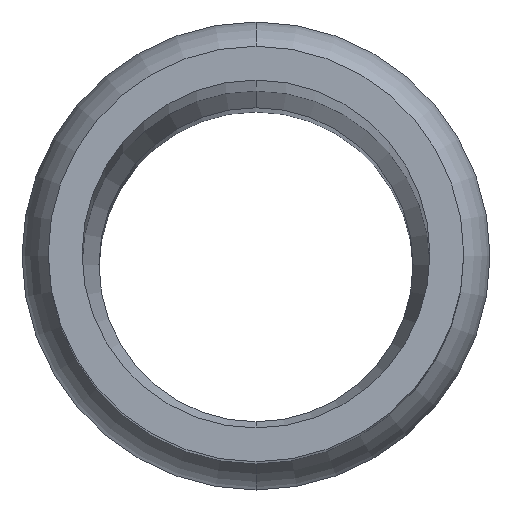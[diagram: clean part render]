
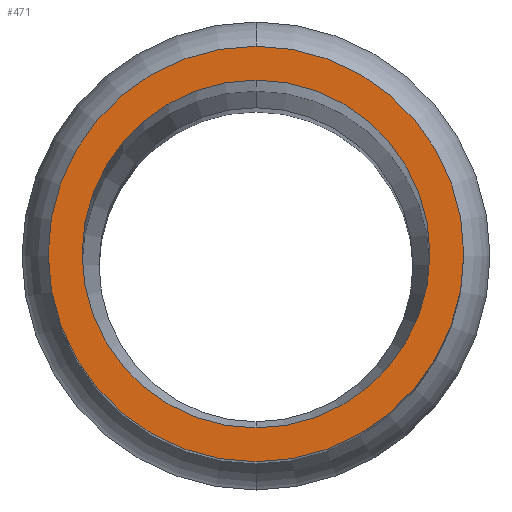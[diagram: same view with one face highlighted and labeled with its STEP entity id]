
A CAD part, top view. The second image highlights one B-rep face of the part: STEP entity #471.
In plain terms, the highlighted planar face has unit normal (0, 0, 1).
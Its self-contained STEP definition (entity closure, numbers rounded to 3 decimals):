
#17=CARTESIAN_POINT('',(0.,0.,0.));
#18=DIRECTION('',(0.,0.,1.));
#19=DIRECTION('',(0.,1.,0.));
#20=AXIS2_PLACEMENT_3D('',#17,#18,#19);
#26=CARTESIAN_POINT('',(0.,0.,0.));
#27=DIRECTION('',(0.,0.,-1.));
#28=DIRECTION('',(0.,1.,0.));
#29=AXIS2_PLACEMENT_3D('',#26,#27,#28);
#340=CARTESIAN_POINT('',(0.,0.,0.));
#341=DIRECTION('',(0.,0.,1.));
#342=DIRECTION('',(0.,1.,0.));
#343=AXIS2_PLACEMENT_3D('',#340,#341,#342);
#355=CARTESIAN_POINT('',(0.,0.,0.));
#356=DIRECTION('',(0.,0.,-1.));
#357=DIRECTION('',(0.,1.,0.));
#358=AXIS2_PLACEMENT_3D('',#355,#356,#357);
#412=CARTESIAN_POINT('',(0.,0.43,0.));
#413=VERTEX_POINT('',#412);
#424=CARTESIAN_POINT('',(0.,-0.43,0.));
#425=VERTEX_POINT('',#424);
#438=CARTESIAN_POINT('',(0.,0.36,0.));
#440=VERTEX_POINT('',#438);
#446=CARTESIAN_POINT('',(0.,-0.36,0.));
#448=VERTEX_POINT('',#446);
#454=CARTESIAN_POINT('',(0.,0.,0.));
#455=DIRECTION('',(0.,0.,1.));
#456=DIRECTION('',(0.,1.,0.));
#457=AXIS2_PLACEMENT_3D('',#454,#455,#456);
#458=PLANE('',#457);
#460=ORIENTED_EDGE('',*,*,#459,.F.);
#462=ORIENTED_EDGE('',*,*,#461,.T.);
#463=EDGE_LOOP('',(#460,#462));
#464=FACE_OUTER_BOUND('',#463,.F.);
#466=ORIENTED_EDGE('',*,*,#465,.F.);
#468=ORIENTED_EDGE('',*,*,#467,.T.);
#469=EDGE_LOOP('',(#466,#468));
#470=FACE_BOUND('',#469,.F.);
#471=ADVANCED_FACE('',(#464,#470),#458,.T.);
#21=CIRCLE('',#20,0.43);
#30=CIRCLE('',#29,0.43);
#344=CIRCLE('',#343,0.36);
#359=CIRCLE('',#358,0.36);
#459=EDGE_CURVE('',#413,#425,#21,.T.);
#461=EDGE_CURVE('',#413,#425,#30,.T.);
#465=EDGE_CURVE('',#440,#448,#359,.T.);
#467=EDGE_CURVE('',#440,#448,#344,.T.);
